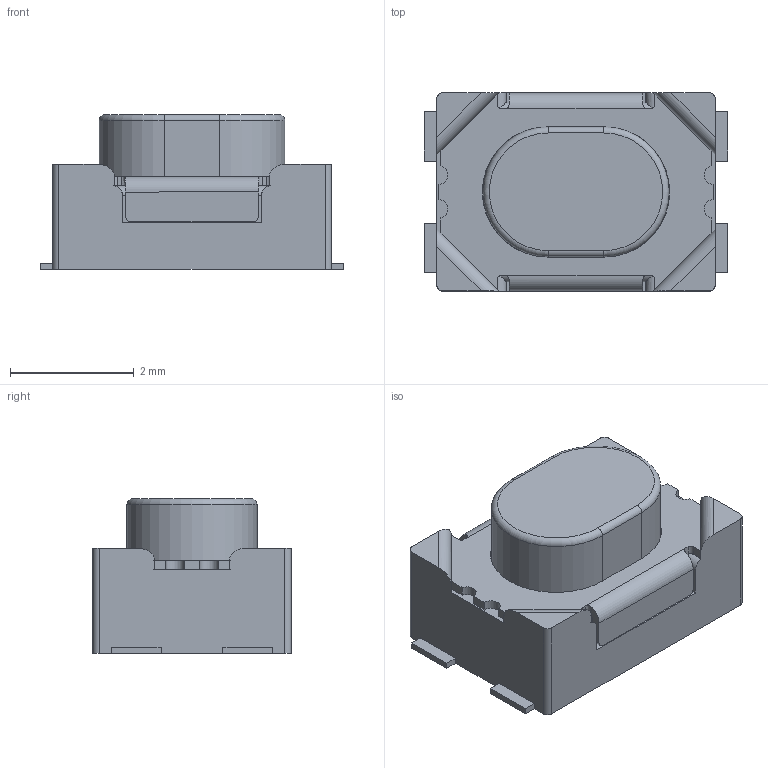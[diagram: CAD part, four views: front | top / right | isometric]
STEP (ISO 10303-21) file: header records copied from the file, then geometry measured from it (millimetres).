
FILE_DESCRIPTION(/* description */ ('Unknown'),/* implementation_level */ '2;1');
FILE_NAME(/* name */ '434 130 025 833 ',/* time_stamp */ '2024-04-23T14:00:12+02:00',/* author */ ('Unknown'),/* organization */ ('Unknown'),/* preprocessor_version */ 'ST-DEVELOPER v18.102',/* originating_system */ 'Solid Edge',/* authorisation */ 'Unknown');
FILE_SCHEMA (('AUTOMOTIVE_DESIGN {1 0 10303 214 3 1 1}'));
Length unit declared in the file: millimetre
Products named in the file (5): 434 130 025 833 ; Base; Button; Case; Pins
Assembly tree (4 placements, depth 2):
  434 130 025 833 
    Base
    Button
    Case
    Pins
Bounding box: 4.9 x 3.2 x 2.5 mm (x, y, z)
Volume: 27.2 mm3; surface area: 102.9 mm2
Topology: 5 solids, 5 shells, 152 faces, 410 edges, 268 vertices
Faces by surface type: plane 110, cylinder 36, bspline 4, torus 2
Entity records: 4946 total; most frequent: CARTESIAN_POINT 951, ORIENTED_EDGE 820, DIRECTION 782, EDGE_CURVE 410, LINE 328, VECTOR 328, VERTEX_POINT 268, AXIS2_PLACEMENT_3D 227
